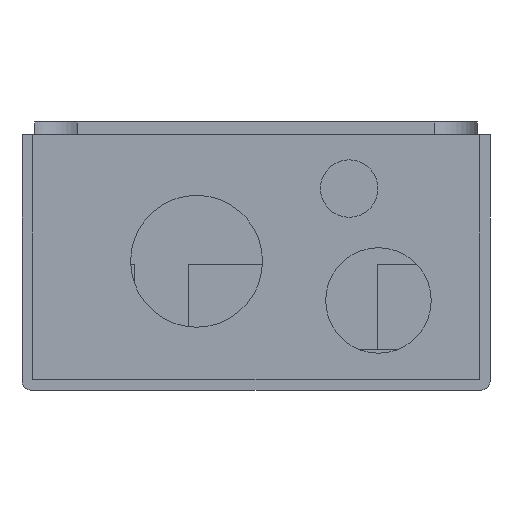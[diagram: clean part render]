
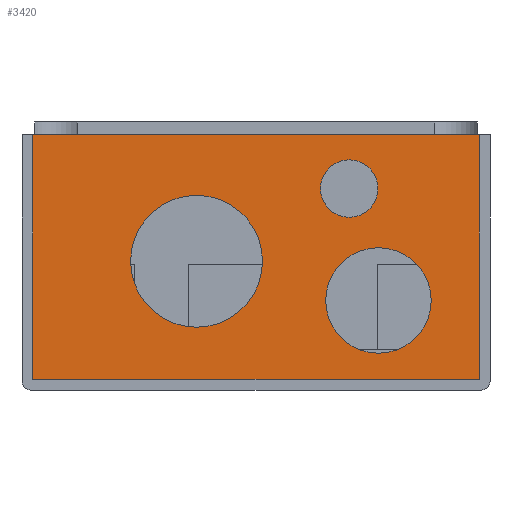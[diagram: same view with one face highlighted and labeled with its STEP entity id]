
A CAD part, front view. The second image highlights one B-rep face of the part: STEP entity #3420.
In plain terms, the highlighted planar face has unit normal (0, -1, 0).
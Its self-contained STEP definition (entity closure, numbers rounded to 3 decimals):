
#50=FACE_BOUND('',#1376,.T.);
#51=FACE_BOUND('',#1377,.T.);
#52=FACE_BOUND('',#1378,.T.);
#179=PLANE('',#3739);
#194=LINE('',#4756,#557);
#539=LINE('',#5687,#902);
#542=LINE('',#5693,#905);
#543=LINE('',#5695,#906);
#557=VECTOR('',#3776,10.);
#902=VECTOR('',#4701,10.);
#905=VECTOR('',#4710,10.);
#906=VECTOR('',#4713,10.);
#1157=FACE_OUTER_BOUND('',#1375,.T.);
#1375=EDGE_LOOP('',(#3218,#3219,#3220,#3221));
#1376=EDGE_LOOP('',(#3222));
#1377=EDGE_LOOP('',(#3223));
#1378=EDGE_LOOP('',(#3224));
#1458=CIRCLE('',#3622,7.75);
#1460=CIRCLE('',#3625,6.2);
#1463=CIRCLE('',#3629,3.375);
#1500=VERTEX_POINT('',#4753);
#1501=VERTEX_POINT('',#4755);
#1670=VERTEX_POINT('',#5270);
#1672=VERTEX_POINT('',#5276);
#1675=VERTEX_POINT('',#5284);
#1796=VERTEX_POINT('',#5684);
#1797=VERTEX_POINT('',#5686);
#1816=EDGE_CURVE('',#1500,#1501,#194,.T.);
#2067=EDGE_CURVE('',#1670,#1670,#1458,.T.);
#2070=EDGE_CURVE('',#1672,#1672,#1460,.T.);
#2075=EDGE_CURVE('',#1675,#1675,#1463,.T.);
#2270=EDGE_CURVE('',#1796,#1797,#539,.T.);
#2273=EDGE_CURVE('',#1797,#1500,#542,.T.);
#2274=EDGE_CURVE('',#1501,#1796,#543,.T.);
#3218=ORIENTED_EDGE('',*,*,#1816,.F.);
#3219=ORIENTED_EDGE('',*,*,#2273,.F.);
#3220=ORIENTED_EDGE('',*,*,#2270,.F.);
#3221=ORIENTED_EDGE('',*,*,#2274,.F.);
#3222=ORIENTED_EDGE('',*,*,#2067,.T.);
#3223=ORIENTED_EDGE('',*,*,#2070,.T.);
#3224=ORIENTED_EDGE('',*,*,#2075,.T.);
#3420=ADVANCED_FACE('',(#1157,#50,#51,#52),#179,.F.);
#3622=AXIS2_PLACEMENT_3D('',#5271,#4298,#4299);
#3625=AXIS2_PLACEMENT_3D('',#5277,#4305,#4306);
#3629=AXIS2_PLACEMENT_3D('',#5286,#4315,#4316);
#3739=AXIS2_PLACEMENT_3D('',#5694,#4711,#4712);
#3776=DIRECTION('',(1.,0.,0.));
#4298=DIRECTION('center_axis',(0.,1.,0.));
#4299=DIRECTION('ref_axis',(1.,0.,0.));
#4305=DIRECTION('center_axis',(0.,1.,0.));
#4306=DIRECTION('ref_axis',(1.,0.,0.));
#4315=DIRECTION('center_axis',(0.,1.,0.));
#4316=DIRECTION('ref_axis',(-1.,0.,0.));
#4701=DIRECTION('',(-1.,0.,0.));
#4710=DIRECTION('',(0.,0.,1.));
#4711=DIRECTION('center_axis',(0.,1.,0.));
#4712=DIRECTION('ref_axis',(0.,0.,1.));
#4713=DIRECTION('',(0.,0.,-1.));
#4753=CARTESIAN_POINT('',(-26.25,-68.5,28.));
#4755=CARTESIAN_POINT('',(26.25,-68.5,28.));
#4756=CARTESIAN_POINT('',(0.,-68.5,28.));
#5270=CARTESIAN_POINT('',(-14.739,-68.5,13.132));
#5271=CARTESIAN_POINT('Origin',(-6.989,-68.5,13.132));
#5276=CARTESIAN_POINT('',(8.19,-68.5,8.522));
#5277=CARTESIAN_POINT('Origin',(14.39,-68.5,8.522));
#5284=CARTESIAN_POINT('',(14.327,-68.5,21.674));
#5286=CARTESIAN_POINT('Origin',(10.952,-68.5,21.674));
#5684=CARTESIAN_POINT('',(26.25,-68.5,-0.75));
#5686=CARTESIAN_POINT('',(-26.25,-68.5,-0.75));
#5687=CARTESIAN_POINT('',(26.25,-68.5,-0.75));
#5693=CARTESIAN_POINT('',(-26.25,-68.5,-0.75));
#5694=CARTESIAN_POINT('Origin',(0.,-68.5,16.));
#5695=CARTESIAN_POINT('',(26.25,-68.5,32.75));
